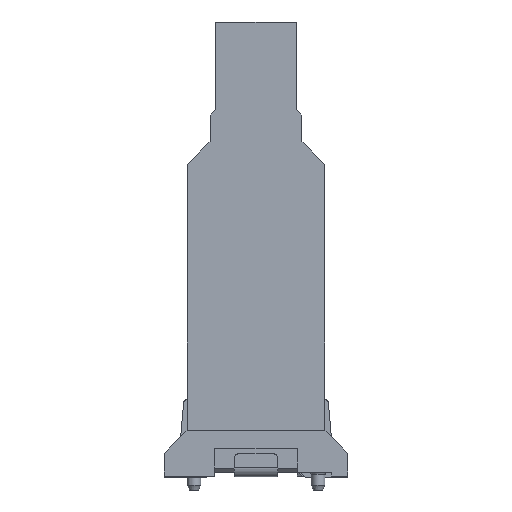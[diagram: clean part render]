
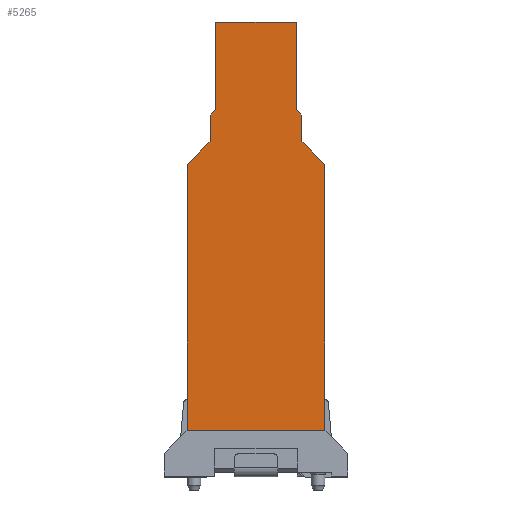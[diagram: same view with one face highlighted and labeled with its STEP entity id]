
A CAD part, left-side view. The second image highlights one B-rep face of the part: STEP entity #5265.
In plain terms, the highlighted planar face has unit normal (-1, 0, 0).
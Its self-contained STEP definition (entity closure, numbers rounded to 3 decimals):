
#35=CARTESIAN_POINT('',(-7.2,3.,2.));
#36=VERTEX_POINT('',#35);
#53=CARTESIAN_POINT('',(-7.2,-3.,2.));
#54=VERTEX_POINT('',#53);
#61=CARTESIAN_POINT('',(-7.2,-3.,2.));
#62=DIRECTION('',(0.,1.,0.));
#63=VECTOR('',#62,6.);
#64=LINE('',#61,#63);
#65=EDGE_CURVE('',#54,#36,#64,.T.);
#395=CARTESIAN_POINT('',(-7.2,-3.,13.55));
#396=VERTEX_POINT('',#395);
#397=CARTESIAN_POINT('',(-7.2,-2.,14.55));
#398=VERTEX_POINT('',#397);
#399=CARTESIAN_POINT('',(-7.2,-3.,13.55));
#400=DIRECTION('',(0.,0.707,0.707));
#401=VECTOR('',#400,1.414);
#402=LINE('',#399,#401);
#403=EDGE_CURVE('',#396,#398,#402,.T.);
#435=CARTESIAN_POINT('',(-7.2,2.,14.55));
#436=VERTEX_POINT('',#435);
#437=CARTESIAN_POINT('',(-7.2,3.,13.55));
#438=VERTEX_POINT('',#437);
#439=CARTESIAN_POINT('',(-7.2,2.,14.55));
#440=DIRECTION('',(0.,0.707,-0.707));
#441=VECTOR('',#440,1.414);
#442=LINE('',#439,#441);
#443=EDGE_CURVE('',#436,#438,#442,.T.);
#475=CARTESIAN_POINT('',(-7.2,2.,15.7));
#476=VERTEX_POINT('',#475);
#477=CARTESIAN_POINT('',(-7.2,2.,15.7));
#478=DIRECTION('',(0.,0.,-1.));
#479=VECTOR('',#478,1.15);
#480=LINE('',#477,#479);
#481=EDGE_CURVE('',#476,#436,#480,.T.);
#506=CARTESIAN_POINT('',(-7.2,1.75,15.95));
#507=VERTEX_POINT('',#506);
#508=CARTESIAN_POINT('',(-7.2,1.75,15.95));
#509=DIRECTION('',(0.,0.707,-0.707));
#510=VECTOR('',#509,0.354);
#511=LINE('',#508,#510);
#512=EDGE_CURVE('',#507,#476,#511,.T.);
#546=CARTESIAN_POINT('',(-7.2,1.75,19.75));
#547=VERTEX_POINT('',#546);
#548=CARTESIAN_POINT('',(-7.2,1.75,19.75));
#549=DIRECTION('',(0.,0.,-1.));
#550=VECTOR('',#549,3.8);
#551=LINE('',#548,#550);
#552=EDGE_CURVE('',#547,#507,#551,.T.);
#568=CARTESIAN_POINT('',(-7.2,-1.75,15.95));
#569=VERTEX_POINT('',#568);
#570=CARTESIAN_POINT('',(-7.2,-1.75,19.75));
#571=VERTEX_POINT('',#570);
#572=CARTESIAN_POINT('',(-7.2,-1.75,15.95));
#573=DIRECTION('',(0.,0.,1.));
#574=VECTOR('',#573,3.8);
#575=LINE('',#572,#574);
#576=EDGE_CURVE('',#569,#571,#575,.T.);
#608=CARTESIAN_POINT('',(-7.2,-2.,15.7));
#609=VERTEX_POINT('',#608);
#610=CARTESIAN_POINT('',(-7.2,-2.,15.7));
#611=DIRECTION('',(0.,0.707,0.707));
#612=VECTOR('',#611,0.354);
#613=LINE('',#610,#612);
#614=EDGE_CURVE('',#609,#569,#613,.T.);
#639=CARTESIAN_POINT('',(-7.2,-2.,14.55));
#640=DIRECTION('',(0.,0.,1.));
#641=VECTOR('',#640,1.15);
#642=LINE('',#639,#641);
#643=EDGE_CURVE('',#398,#609,#642,.T.);
#668=CARTESIAN_POINT('',(-7.2,-1.75,19.75));
#669=DIRECTION('',(0.,1.,0.));
#670=VECTOR('',#669,3.5);
#671=LINE('',#668,#670);
#672=EDGE_CURVE('',#571,#547,#671,.T.);
#5236=CARTESIAN_POINT('',(-7.2,0.,9.875));
#5237=DIRECTION('',(0.,-1.,0.));
#5238=DIRECTION('',(-1.,0.,0.));
#5239=AXIS2_PLACEMENT_3D('',#5236,#5238,#5237);
#5240=PLANE('',#5239);
#5241=CARTESIAN_POINT('',(-7.2,-3.,2.));
#5242=DIRECTION('',(0.,0.,1.));
#5243=VECTOR('',#5242,11.55);
#5244=LINE('',#5241,#5243);
#5245=EDGE_CURVE('',#54,#396,#5244,.T.);
#5246=ORIENTED_EDGE('',*,*,#5245,.T.);
#5247=ORIENTED_EDGE('',*,*,#403,.T.);
#5248=ORIENTED_EDGE('',*,*,#643,.T.);
#5249=ORIENTED_EDGE('',*,*,#614,.T.);
#5250=ORIENTED_EDGE('',*,*,#576,.T.);
#5251=ORIENTED_EDGE('',*,*,#672,.T.);
#5252=ORIENTED_EDGE('',*,*,#552,.T.);
#5253=ORIENTED_EDGE('',*,*,#512,.T.);
#5254=ORIENTED_EDGE('',*,*,#481,.T.);
#5255=ORIENTED_EDGE('',*,*,#443,.T.);
#5256=CARTESIAN_POINT('',(-7.2,3.,13.55));
#5257=DIRECTION('',(0.,0.,-1.));
#5258=VECTOR('',#5257,11.55);
#5259=LINE('',#5256,#5258);
#5260=EDGE_CURVE('',#438,#36,#5259,.T.);
#5261=ORIENTED_EDGE('',*,*,#5260,.T.);
#5262=ORIENTED_EDGE('',*,*,#65,.F.);
#5263=EDGE_LOOP('',(#5246,#5247,#5248,#5249,#5250,#5251,#5252,#5253,#5254,#5255,#5261,#5262));
#5264=FACE_OUTER_BOUND('',#5263,.T.);
#5265=ADVANCED_FACE('',(#5264),#5240,.T.);
